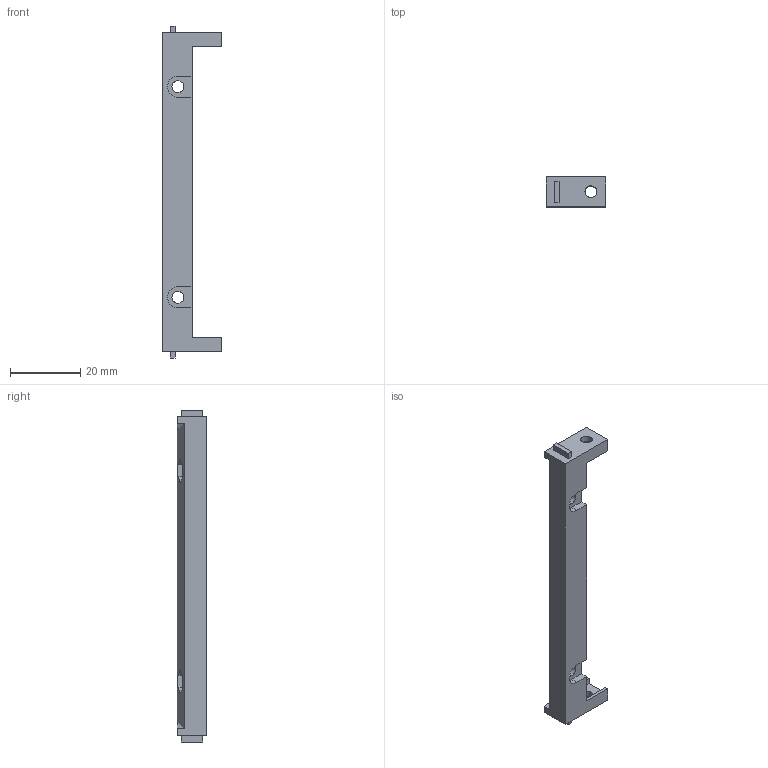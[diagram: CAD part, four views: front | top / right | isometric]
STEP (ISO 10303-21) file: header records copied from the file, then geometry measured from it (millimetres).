
FILE_DESCRIPTION (( 'STEP AP203' ), '1' );
FILE_NAME ('Ïåðåãîðîäêà òèï2.STEP', '2026-02-07T10:32:43', ( '' ), ( '' ), 'SwSTEP 2.0', 'SolidWorks 2024', '' );
FILE_SCHEMA (( 'CONFIG_CONTROL_DESIGN' ));
Length unit declared in the file: millimetre
Products named in the file (1): Перегородка тип2
Bounding box: 17 x 8.5 x 94.6 mm (x, y, z)
Volume: 5779.2 mm3; surface area: 3860.5 mm2
Topology: 1 solids, 1 shells, 64 faces, 166 edges, 108 vertices
Faces by surface type: plane 52, cylinder 12
Entity records: 2019 total; most frequent: CARTESIAN_POINT 351, ORIENTED_EDGE 332, DIRECTION 312, EDGE_CURVE 166, LINE 142, VECTOR 142, VERTEX_POINT 108, AXIS2_PLACEMENT_3D 85
